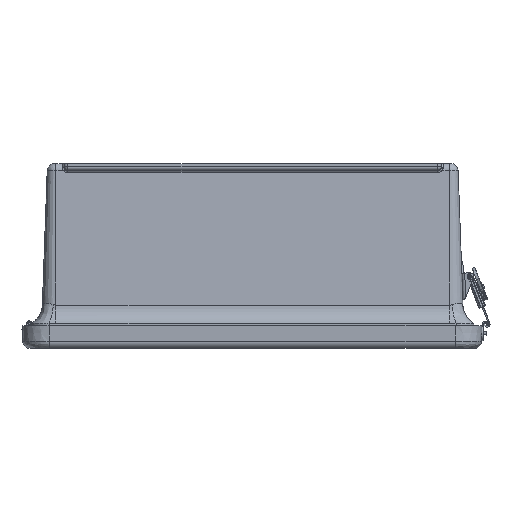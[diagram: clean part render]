
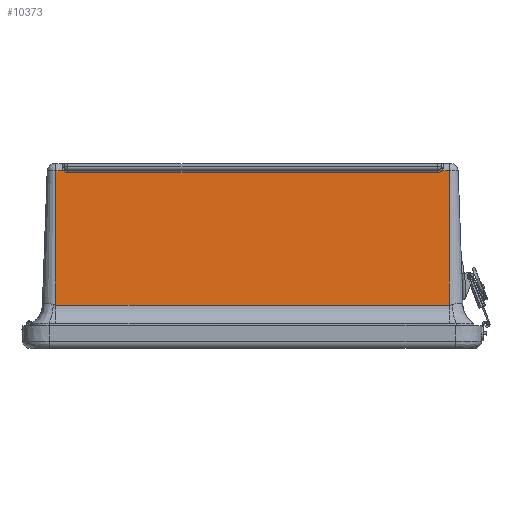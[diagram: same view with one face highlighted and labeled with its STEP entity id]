
A CAD part, left-side view. The second image highlights one B-rep face of the part: STEP entity #10373.
In plain terms, the highlighted planar face has unit normal (-0.999, 0, 0.036).
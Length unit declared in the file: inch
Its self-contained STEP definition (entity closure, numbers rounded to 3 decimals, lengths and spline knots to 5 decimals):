
#570 = B_SPLINE_CURVE_WITH_KNOTS ( 'NONE', 3,
 ( #2681, #29591, #11475, #38014, #37626, #42047, #16078, #15704, #16257, #16460, #38209, #29404, #20646, #34000, #7831, #15893 ),
 .UNSPECIFIED., .F., .F.,
 ( 4, 1, 2, 2, 2, 1, 2, 2, 4 ),
 ( 0., 0.125, 0.1875, 0.25, 0.5, 0.625, 0.6875, 0.75, 1. ),
 .UNSPECIFIED. ) ;
#2351 = ORIENTED_EDGE ( 'NONE', *, *, #10231, .T. ) ;
#2563 = VECTOR ( 'NONE', #56354, 39.37008 ) ;
#2564 = CARTESIAN_POINT ( 'NONE',  ( -1.66086, -5.8541, -3.92326 ) ) ;
#2681 = CARTESIAN_POINT ( 'NONE',  ( -1.65852, -5.59806, -3.858 ) ) ;
#3815 = CARTESIAN_POINT ( 'NONE',  ( -1.86514, -5.8541, -9.61248 ) ) ;
#4026 = CARTESIAN_POINT ( 'NONE',  ( -1.65852, -2.5455, -3.858 ) ) ;
#4320 = VERTEX_POINT ( 'NONE', #52991 ) ;
#4452 = CARTESIAN_POINT ( 'NONE',  ( -1.66086, 6.98185, -3.92326 ) ) ;
#5599 = CARTESIAN_POINT ( 'NONE',  ( -1.82082, 7.3803, -8.37816 ) ) ;
#6592 = EDGE_CURVE ( 'NONE', #22786, #8414, #41520, .T. ) ;
#7440 = CARTESIAN_POINT ( 'NONE',  ( -1.65964, 7.08968, -3.8893 ) ) ;
#7463 = LINE ( 'NONE', #40664, #21107 ) ;
#7831 = CARTESIAN_POINT ( 'NONE',  ( -1.66086, -5.46902, -3.92326 ) ) ;
#7842 = CARTESIAN_POINT ( 'NONE',  ( -1.86514, 7.3803, -9.61248 ) ) ;
#8414 = VERTEX_POINT ( 'NONE', #5599 ) ;
#8696 = EDGE_CURVE ( 'NONE', #53205, #54548, #54796, .T. ) ;
#10084 = LINE ( 'NONE', #34767, #2563 ) ;
#10231 = EDGE_CURVE ( 'NONE', #16069, #53205, #570, .T. ) ;
#10373 = ADVANCED_FACE ( 'NONE', ( #41450 ), #51956, .T. ) ;
#11475 = CARTESIAN_POINT ( 'NONE',  ( -1.65896, -5.5868, -3.87025 ) ) ;
#11634 = CARTESIAN_POINT ( 'NONE',  ( -1.66079, 7.00836, -3.92141 ) ) ;
#11803 = CARTESIAN_POINT ( 'NONE',  ( -1.82082, -5.8541, -8.37816 ) ) ;
#12274 = ORIENTED_EDGE ( 'NONE', *, *, #20146, .F. ) ;
#12571 = AXIS2_PLACEMENT_3D ( 'NONE', #3815, #34956, #25563 ) ;
#12797 = B_SPLINE_CURVE_WITH_KNOTS ( 'NONE', 3,
 ( #55373, #50812, #29177, #11634, #15671, #41632, #15478, #54804, #28602, #33430, #33617, #7440, #37980, #52121, #51730, #34358 ),
 .UNSPECIFIED., .F., .F.,
 ( 4, 1, 2, 2, 2, 1, 2, 2, 4 ),
 ( 0., 0.125, 0.1875, 0.25, 0.5, 0.625, 0.6875, 0.75, 1. ),
 .UNSPECIFIED. ) ;
#13188 = LINE ( 'NONE', #4026, #26128 ) ;
#15478 = CARTESIAN_POINT ( 'NONE',  ( -1.6606, 7.03483, -3.91616 ) ) ;
#15671 = CARTESIAN_POINT ( 'NONE',  ( -1.66076, 7.01493, -3.92035 ) ) ;
#15704 = CARTESIAN_POINT ( 'NONE',  ( -1.66004, -5.54639, -3.90047 ) ) ;
#15893 = CARTESIAN_POINT ( 'NONE',  ( -1.66086, -5.45565, -3.92326 ) ) ;
#16069 = VERTEX_POINT ( 'NONE', #44832 ) ;
#16078 = CARTESIAN_POINT ( 'NONE',  ( -1.65979, -5.55809, -3.89349 ) ) ;
#16257 = CARTESIAN_POINT ( 'NONE',  ( -1.66035, -5.52776, -3.90901 ) ) ;
#16460 = CARTESIAN_POINT ( 'NONE',  ( -1.66048, -5.51827, -3.91275 ) ) ;
#17744 = LINE ( 'NONE', #25781, #30720 ) ;
#18559 = VERTEX_POINT ( 'NONE', #11803 ) ;
#18582 = VECTOR ( 'NONE', #37520, 39.37008 ) ;
#18997 = VECTOR ( 'NONE', #33653, 39.37008 ) ;
#20146 = EDGE_CURVE ( 'NONE', #22786, #4320, #17744, .T. ) ;
#20646 = CARTESIAN_POINT ( 'NONE',  ( -1.66068, -5.49854, -3.91833 ) ) ;
#21107 = VECTOR ( 'NONE', #39717, 39.37008 ) ;
#22786 = VERTEX_POINT ( 'NONE', #56193 ) ;
#25563 = DIRECTION ( 'NONE',  ( 0.036, 0., 0.999 ) ) ;
#25781 = CARTESIAN_POINT ( 'NONE',  ( -1.65852, -2.5455, -3.858 ) ) ;
#26128 = VECTOR ( 'NONE', #39371, 39.37008 ) ;
#28419 = ORIENTED_EDGE ( 'NONE', *, *, #36565, .T. ) ;
#28602 = CARTESIAN_POINT ( 'NONE',  ( -1.66014, 7.06638, -3.90332 ) ) ;
#29177 = CARTESIAN_POINT ( 'NONE',  ( -1.66084, 6.99848, -3.92273 ) ) ;
#29404 = CARTESIAN_POINT ( 'NONE',  ( -1.66065, -5.50193, -3.9175 ) ) ;
#29591 = CARTESIAN_POINT ( 'NONE',  ( -1.6587, -5.5937, -3.86305 ) ) ;
#30720 = VECTOR ( 'NONE', #38977, 39.37008 ) ;
#32657 = CARTESIAN_POINT ( 'NONE',  ( -1.66086, -5.45565, -3.92326 ) ) ;
#33430 = CARTESIAN_POINT ( 'NONE',  ( -1.65997, 7.07542, -3.89857 ) ) ;
#33617 = CARTESIAN_POINT ( 'NONE',  ( -1.65978, 7.08403, -3.8931 ) ) ;
#33653 = DIRECTION ( 'NONE',  ( -0.036, 0., -0.999 ) ) ;
#34000 = CARTESIAN_POINT ( 'NONE',  ( -1.66081, -5.48222, -3.92185 ) ) ;
#34358 = CARTESIAN_POINT ( 'NONE',  ( -1.65852, 7.12425, -3.858 ) ) ;
#34767 = CARTESIAN_POINT ( 'NONE',  ( -1.86514, -5.8541, -9.61248 ) ) ;
#34956 = DIRECTION ( 'NONE',  ( -0.999, 0., 0.036 ) ) ;
#35258 = VERTEX_POINT ( 'NONE', #52170 ) ;
#36565 = EDGE_CURVE ( 'NONE', #54548, #4320, #12797, .T. ) ;
#37520 = DIRECTION ( 'NONE',  ( 0., 1., 0. ) ) ;
#37626 = CARTESIAN_POINT ( 'NONE',  ( -1.65935, -5.57426, -3.88116 ) ) ;
#37859 = EDGE_CURVE ( 'NONE', #16069, #35258, #13188, .T. ) ;
#37980 = CARTESIAN_POINT ( 'NONE',  ( -1.65957, 7.09252, -3.88726 ) ) ;
#38014 = CARTESIAN_POINT ( 'NONE',  ( -1.65919, -5.57935, -3.87687 ) ) ;
#38209 = CARTESIAN_POINT ( 'NONE',  ( -1.66059, -5.5085, -3.91571 ) ) ;
#38977 = DIRECTION ( 'NONE',  ( 0., -1., 0. ) ) ;
#39371 = DIRECTION ( 'NONE',  ( 0., -1., 0. ) ) ;
#39717 = DIRECTION ( 'NONE',  ( 0., -1., 0. ) ) ;
#40664 = CARTESIAN_POINT ( 'NONE',  ( -1.82082, -5.8541, -8.37816 ) ) ;
#41450 = FACE_OUTER_BOUND ( 'NONE', #54359, .T. ) ;
#41520 = LINE ( 'NONE', #7842, #18997 ) ;
#41632 = CARTESIAN_POINT ( 'NONE',  ( -1.66073, 7.01813, -3.91975 ) ) ;
#42047 = CARTESIAN_POINT ( 'NONE',  ( -1.65942, -5.57171, -3.88319 ) ) ;
#44832 = CARTESIAN_POINT ( 'NONE',  ( -1.65852, -5.59806, -3.858 ) ) ;
#48588 = ORIENTED_EDGE ( 'NONE', *, *, #6592, .T. ) ;
#50812 = CARTESIAN_POINT ( 'NONE',  ( -1.66086, 6.98852, -3.92326 ) ) ;
#51730 = CARTESIAN_POINT ( 'NONE',  ( -1.65888, 7.11553, -3.86812 ) ) ;
#51956 = PLANE ( 'NONE',  #12571 ) ;
#52121 = CARTESIAN_POINT ( 'NONE',  ( -1.65921, 7.10584, -3.8772 ) ) ;
#52170 = CARTESIAN_POINT ( 'NONE',  ( -1.65852, -5.8541, -3.858 ) ) ;
#52991 = CARTESIAN_POINT ( 'NONE',  ( -1.65852, 7.12425, -3.858 ) ) ;
#53205 = VERTEX_POINT ( 'NONE', #32657 ) ;
#53215 = ORIENTED_EDGE ( 'NONE', *, *, #54635, .T. ) ;
#53434 = ORIENTED_EDGE ( 'NONE', *, *, #54909, .F. ) ;
#54359 = EDGE_LOOP ( 'NONE', ( #53434, #56542, #2351, #54582, #28419, #12274, #48588, #53215 ) ) ;
#54548 = VERTEX_POINT ( 'NONE', #4452 ) ;
#54582 = ORIENTED_EDGE ( 'NONE', *, *, #8696, .T. ) ;
#54635 = EDGE_CURVE ( 'NONE', #8414, #18559, #7463, .T. ) ;
#54796 = LINE ( 'NONE', #2564, #18582 ) ;
#54804 = CARTESIAN_POINT ( 'NONE',  ( -1.66045, 7.04775, -3.91185 ) ) ;
#54909 = EDGE_CURVE ( 'NONE', #35258, #18559, #10084, .T. ) ;
#55373 = CARTESIAN_POINT ( 'NONE',  ( -1.66086, 6.98185, -3.92326 ) ) ;
#56193 = CARTESIAN_POINT ( 'NONE',  ( -1.65852, 7.3803, -3.858 ) ) ;
#56354 = DIRECTION ( 'NONE',  ( -0.036, 0., -0.999 ) ) ;
#56542 = ORIENTED_EDGE ( 'NONE', *, *, #37859, .F. ) ;
